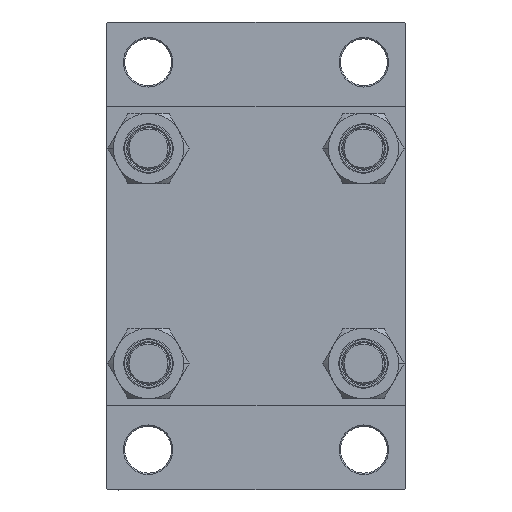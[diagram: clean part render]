
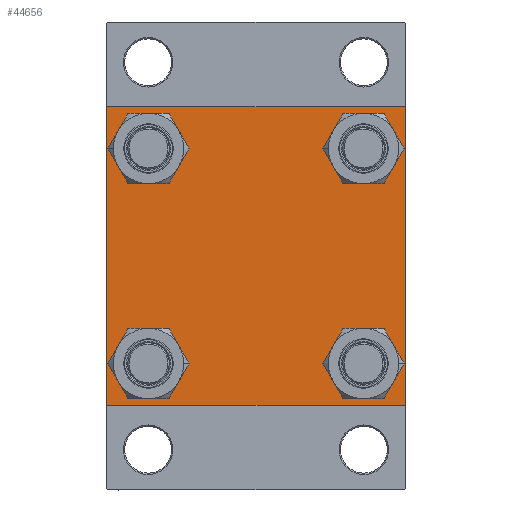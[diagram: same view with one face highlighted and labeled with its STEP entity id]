
A CAD part, left-side view. The second image highlights one B-rep face of the part: STEP entity #44656.
In plain terms, the highlighted planar face has unit normal (-1, 0, 0).
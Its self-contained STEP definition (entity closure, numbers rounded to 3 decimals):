
#156 = LINE ( 'NONE', #10057, #38591 ) ;
#288 = CARTESIAN_POINT ( 'NONE',  ( 0., 41.35, 32.85 ) ) ;
#296 = CIRCLE ( 'NONE', #6436, 8.5 ) ;
#1267 = CARTESIAN_POINT ( 'NONE',  ( 0., -57.5, 57.5 ) ) ;
#1982 = VERTEX_POINT ( 'NONE', #6792 ) ;
#2240 = DIRECTION ( 'NONE',  ( 0., -1., 0. ) ) ;
#2298 = VECTOR ( 'NONE', #35312, 1000. ) ;
#2442 = DIRECTION ( 'NONE',  ( 1., 0., 0. ) ) ;
#2749 = EDGE_CURVE ( 'NONE', #45484, #21981, #3720, .T. ) ;
#3316 = VECTOR ( 'NONE', #8025, 1000. ) ;
#3462 = DIRECTION ( 'NONE',  ( -1., 0., 0. ) ) ;
#3502 = CARTESIAN_POINT ( 'NONE',  ( 0., 57.5, 57.5 ) ) ;
#3720 = CIRCLE ( 'NONE', #16072, 8.5 ) ;
#4312 = AXIS2_PLACEMENT_3D ( 'NONE', #28564, #25196, #43276 ) ;
#5140 = LINE ( 'NONE', #16964, #30004 ) ;
#5206 = ORIENTED_EDGE ( 'NONE', *, *, #10029, .T. ) ;
#5636 = CARTESIAN_POINT ( 'NONE',  ( 0., -41.35, -32.85 ) ) ;
#6097 = CARTESIAN_POINT ( 'NONE',  ( 0., 57.5, 57.5 ) ) ;
#6436 = AXIS2_PLACEMENT_3D ( 'NONE', #37525, #44982, #15585 ) ;
#6533 = CARTESIAN_POINT ( 'NONE',  ( 0., -41.35, -41.35 ) ) ;
#6624 = CARTESIAN_POINT ( 'NONE',  ( 0., -41.35, -41.35 ) ) ;
#6627 = VERTEX_POINT ( 'NONE', #31438 ) ;
#6792 = CARTESIAN_POINT ( 'NONE',  ( 0., -41.35, 49.85 ) ) ;
#6999 = VERTEX_POINT ( 'NONE', #288 ) ;
#7073 = PLANE ( 'NONE',  #37442 ) ;
#7266 = EDGE_CURVE ( 'NONE', #34059, #6627, #46841, .T. ) ;
#8025 = DIRECTION ( 'NONE',  ( 0., 0.707, 0.707 ) ) ;
#8838 = EDGE_LOOP ( 'NONE', ( #46692, #11243 ) ) ;
#9347 = EDGE_CURVE ( 'NONE', #15419, #27153, #17980, .T. ) ;
#9444 = EDGE_CURVE ( 'NONE', #33698, #1982, #9943, .T. ) ;
#9662 = DIRECTION ( 'NONE',  ( 0., 0., 1. ) ) ;
#9943 = CIRCLE ( 'NONE', #22253, 8.5 ) ;
#10029 = EDGE_CURVE ( 'NONE', #34534, #12705, #5140, .T. ) ;
#10057 = CARTESIAN_POINT ( 'NONE',  ( 0., 57.25, -57.25 ) ) ;
#11243 = ORIENTED_EDGE ( 'NONE', *, *, #9444, .T. ) ;
#11898 = LINE ( 'NONE', #26612, #18513 ) ;
#12705 = VERTEX_POINT ( 'NONE', #25385 ) ;
#13100 = VERTEX_POINT ( 'NONE', #25567 ) ;
#13935 = ORIENTED_EDGE ( 'NONE', *, *, #44604, .T. ) ;
#14083 = CARTESIAN_POINT ( 'NONE',  ( 0., 57., -57.5 ) ) ;
#14332 = FACE_BOUND ( 'NONE', #8838, .T. ) ;
#14639 = EDGE_CURVE ( 'NONE', #13100, #33591, #38920, .T. ) ;
#15053 = ORIENTED_EDGE ( 'NONE', *, *, #32412, .T. ) ;
#15419 = VERTEX_POINT ( 'NONE', #44028 ) ;
#15585 = DIRECTION ( 'NONE',  ( 0., 0., 1. ) ) ;
#15604 = CIRCLE ( 'NONE', #42552, 8.5 ) ;
#15730 = CARTESIAN_POINT ( 'NONE',  ( 0., -41.35, 41.35 ) ) ;
#15970 = DIRECTION ( 'NONE',  ( 0., 0., 1. ) ) ;
#15988 = DIRECTION ( 'NONE',  ( 0., -0.707, 0.707 ) ) ;
#16072 = AXIS2_PLACEMENT_3D ( 'NONE', #6624, #47131, #36061 ) ;
#16380 = CARTESIAN_POINT ( 'NONE',  ( 0., 41.35, -41.35 ) ) ;
#16391 = AXIS2_PLACEMENT_3D ( 'NONE', #39554, #16440, #9662 ) ;
#16440 = DIRECTION ( 'NONE',  ( 1., 0., 0. ) ) ;
#16563 = CARTESIAN_POINT ( 'NONE',  ( 0., 41.35, 49.85 ) ) ;
#16795 = EDGE_CURVE ( 'NONE', #15419, #13100, #11898, .T. ) ;
#16964 = CARTESIAN_POINT ( 'NONE',  ( 0., 57.5, -57.5 ) ) ;
#17451 = CARTESIAN_POINT ( 'NONE',  ( 0., 41.35, -49.85 ) ) ;
#17508 = ORIENTED_EDGE ( 'NONE', *, *, #14639, .T. ) ;
#17769 = EDGE_CURVE ( 'NONE', #33591, #34534, #156, .T. ) ;
#17980 = LINE ( 'NONE', #3502, #33816 ) ;
#18513 = VECTOR ( 'NONE', #41314, 1000. ) ;
#18698 = ORIENTED_EDGE ( 'NONE', *, *, #2749, .T. ) ;
#18885 = LINE ( 'NONE', #37684, #3316 ) ;
#19139 = AXIS2_PLACEMENT_3D ( 'NONE', #16380, #34222, #41932 ) ;
#21139 = EDGE_CURVE ( 'NONE', #1982, #33698, #15604, .T. ) ;
#21190 = EDGE_LOOP ( 'NONE', ( #17508, #35430, #5206, #43732, #26188, #36822, #42256, #25792 ) ) ;
#21804 = CARTESIAN_POINT ( 'NONE',  ( 0., 0., 0. ) ) ;
#21981 = VERTEX_POINT ( 'NONE', #5636 ) ;
#22253 = AXIS2_PLACEMENT_3D ( 'NONE', #38216, #30039, #23511 ) ;
#22712 = VECTOR ( 'NONE', #15988, 1000. ) ;
#23052 = EDGE_CURVE ( 'NONE', #29517, #27153, #18885, .T. ) ;
#23256 = VECTOR ( 'NONE', #29994, 1000. ) ;
#23511 = DIRECTION ( 'NONE',  ( 0., 0., 1. ) ) ;
#24013 = CARTESIAN_POINT ( 'NONE',  ( 0., -41.35, -49.85 ) ) ;
#24417 = VERTEX_POINT ( 'NONE', #16563 ) ;
#24777 = DIRECTION ( 'NONE',  ( 0., -0.707, -0.707 ) ) ;
#25196 = DIRECTION ( 'NONE',  ( 1., 0., 0. ) ) ;
#25385 = CARTESIAN_POINT ( 'NONE',  ( 0., -57., -57.5 ) ) ;
#25567 = CARTESIAN_POINT ( 'NONE',  ( 0., 57.5, 57. ) ) ;
#25792 = ORIENTED_EDGE ( 'NONE', *, *, #16795, .T. ) ;
#26188 = ORIENTED_EDGE ( 'NONE', *, *, #34659, .F. ) ;
#26612 = CARTESIAN_POINT ( 'NONE',  ( 0., 57.25, 57.25 ) ) ;
#27153 = VERTEX_POINT ( 'NONE', #34482 ) ;
#27162 = CIRCLE ( 'NONE', #16391, 8.5 ) ;
#27456 = EDGE_LOOP ( 'NONE', ( #15053, #36411 ) ) ;
#28023 = DIRECTION ( 'NONE',  ( 0., 0., 1. ) ) ;
#28564 = CARTESIAN_POINT ( 'NONE',  ( 0., 41.35, 41.35 ) ) ;
#28653 = CARTESIAN_POINT ( 'NONE',  ( 0., 57.5, -57. ) ) ;
#29046 = FACE_BOUND ( 'NONE', #29807, .T. ) ;
#29517 = VERTEX_POINT ( 'NONE', #37009 ) ;
#29805 = DIRECTION ( 'NONE',  ( 0., -1., 0. ) ) ;
#29807 = EDGE_LOOP ( 'NONE', ( #44274, #18698 ) ) ;
#29994 = DIRECTION ( 'NONE',  ( 0., 0., -1. ) ) ;
#30004 = VECTOR ( 'NONE', #2240, 1000. ) ;
#30039 = DIRECTION ( 'NONE',  ( 1., 0., 0. ) ) ;
#30906 = DIRECTION ( 'NONE',  ( 1., 0., 0. ) ) ;
#31438 = CARTESIAN_POINT ( 'NONE',  ( 0., 41.35, -32.85 ) ) ;
#31717 = FACE_BOUND ( 'NONE', #27456, .T. ) ;
#31971 = CIRCLE ( 'NONE', #43500, 8.5 ) ;
#32412 = EDGE_CURVE ( 'NONE', #6627, #34059, #27162, .T. ) ;
#32421 = EDGE_LOOP ( 'NONE', ( #47463, #13935 ) ) ;
#33591 = VERTEX_POINT ( 'NONE', #28653 ) ;
#33698 = VERTEX_POINT ( 'NONE', #46205 ) ;
#33816 = VECTOR ( 'NONE', #29805, 1000. ) ;
#34059 = VERTEX_POINT ( 'NONE', #17451 ) ;
#34222 = DIRECTION ( 'NONE',  ( 1., 0., 0. ) ) ;
#34482 = CARTESIAN_POINT ( 'NONE',  ( 0., -57., 57.5 ) ) ;
#34534 = VERTEX_POINT ( 'NONE', #14083 ) ;
#34659 = EDGE_CURVE ( 'NONE', #29517, #40996, #38172, .T. ) ;
#34788 = CARTESIAN_POINT ( 'NONE',  ( 0., -57.25, -57.25 ) ) ;
#35312 = DIRECTION ( 'NONE',  ( 0., 0., -1. ) ) ;
#35430 = ORIENTED_EDGE ( 'NONE', *, *, #17769, .T. ) ;
#36061 = DIRECTION ( 'NONE',  ( 0., 0., 1. ) ) ;
#36411 = ORIENTED_EDGE ( 'NONE', *, *, #7266, .T. ) ;
#36822 = ORIENTED_EDGE ( 'NONE', *, *, #23052, .T. ) ;
#37009 = CARTESIAN_POINT ( 'NONE',  ( 0., -57.5, 57. ) ) ;
#37442 = AXIS2_PLACEMENT_3D ( 'NONE', #21804, #3462, #46410 ) ;
#37525 = CARTESIAN_POINT ( 'NONE',  ( 0., 41.35, 41.35 ) ) ;
#37684 = CARTESIAN_POINT ( 'NONE',  ( 0., -57.25, 57.25 ) ) ;
#38172 = LINE ( 'NONE', #1267, #23256 ) ;
#38216 = CARTESIAN_POINT ( 'NONE',  ( 0., -41.35, 41.35 ) ) ;
#38591 = VECTOR ( 'NONE', #24777, 1000. ) ;
#38920 = LINE ( 'NONE', #6097, #2298 ) ;
#39496 = EDGE_CURVE ( 'NONE', #24417, #6999, #296, .T. ) ;
#39554 = CARTESIAN_POINT ( 'NONE',  ( 0., 41.35, -41.35 ) ) ;
#40120 = FACE_OUTER_BOUND ( 'NONE', #21190, .T. ) ;
#40904 = EDGE_CURVE ( 'NONE', #12705, #40996, #41771, .T. ) ;
#40996 = VERTEX_POINT ( 'NONE', #41534 ) ;
#41077 = EDGE_CURVE ( 'NONE', #21981, #45484, #31971, .T. ) ;
#41314 = DIRECTION ( 'NONE',  ( 0., 0.707, -0.707 ) ) ;
#41534 = CARTESIAN_POINT ( 'NONE',  ( 0., -57.5, -57. ) ) ;
#41771 = LINE ( 'NONE', #34788, #22712 ) ;
#41932 = DIRECTION ( 'NONE',  ( 0., 0., 1. ) ) ;
#42256 = ORIENTED_EDGE ( 'NONE', *, *, #9347, .F. ) ;
#42552 = AXIS2_PLACEMENT_3D ( 'NONE', #15730, #30906, #15970 ) ;
#43276 = DIRECTION ( 'NONE',  ( 0., 0., 1. ) ) ;
#43500 = AXIS2_PLACEMENT_3D ( 'NONE', #6533, #2442, #28023 ) ;
#43732 = ORIENTED_EDGE ( 'NONE', *, *, #40904, .T. ) ;
#43750 = FACE_BOUND ( 'NONE', #32421, .T. ) ;
#44028 = CARTESIAN_POINT ( 'NONE',  ( 0., 57., 57.5 ) ) ;
#44274 = ORIENTED_EDGE ( 'NONE', *, *, #41077, .T. ) ;
#44604 = EDGE_CURVE ( 'NONE', #6999, #24417, #45134, .T. ) ;
#44656 = ADVANCED_FACE ( 'NONE', ( #14332, #29046, #31717, #43750, #40120 ), #7073, .T. ) ;
#44982 = DIRECTION ( 'NONE',  ( 1., 0., 0. ) ) ;
#45134 = CIRCLE ( 'NONE', #4312, 8.5 ) ;
#45484 = VERTEX_POINT ( 'NONE', #24013 ) ;
#46205 = CARTESIAN_POINT ( 'NONE',  ( 0., -41.35, 32.85 ) ) ;
#46410 = DIRECTION ( 'NONE',  ( 0., 0., 1. ) ) ;
#46692 = ORIENTED_EDGE ( 'NONE', *, *, #21139, .T. ) ;
#46841 = CIRCLE ( 'NONE', #19139, 8.5 ) ;
#47131 = DIRECTION ( 'NONE',  ( 1., 0., 0. ) ) ;
#47463 = ORIENTED_EDGE ( 'NONE', *, *, #39496, .T. ) ;
